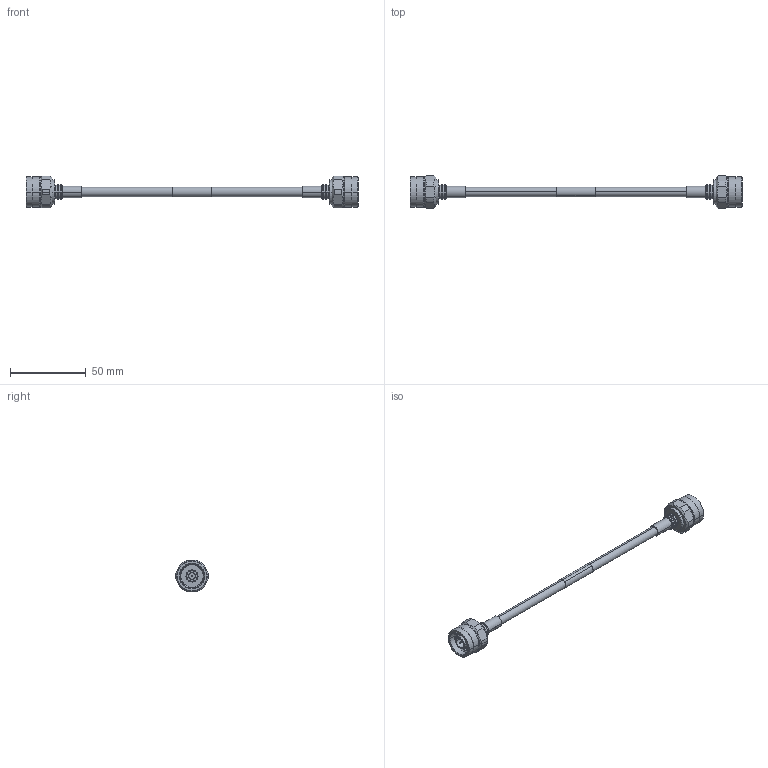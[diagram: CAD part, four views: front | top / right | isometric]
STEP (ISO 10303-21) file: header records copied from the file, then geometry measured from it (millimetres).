
FILE_DESCRIPTION (( 'STEP AP214' ), '1' );
FILE_NAME ('FMCA100029_3D.step', '2024-06-17T20:56:18', ( '' ), ( '' ), 'SwSTEP 2.0', 'SolidWorks 2022', '' );
FILE_SCHEMA (( 'AUTOMOTIVE_DESIGN' ));
Length unit declared in the file: inch
Products named in the file (4): LMR-240-75-DB; 1AW01-003_.254 ID; EZ-240-NMH-75-X_PE; FMCA100029_3D
Assembly tree (4 placements, depth 2):
  FMCA100029_3D
    LMR-240-75-DB
    1AW01-003_.254 ID
    EZ-240-NMH-75-X_PE  x2
Bounding box: 219.1 x 21.9 x 20.57 mm (x, y, z)
Volume: 14061.5 mm3; surface area: 12013.9 mm2
Topology: 6 solids, 6 shells, 250 faces, 558 edges, 346 vertices
Faces by surface type: cylinder 108, cone 82, plane 52, torus 4, bspline 4
Entity records: 4551 total; most frequent: CARTESIAN_POINT 1405, DIRECTION 675, ORIENTED_EDGE 576, EDGE_CURVE 288, AXIS2_PLACEMENT_3D 284, VERTEX_POINT 179, CIRCLE 149, EDGE_LOOP 147
